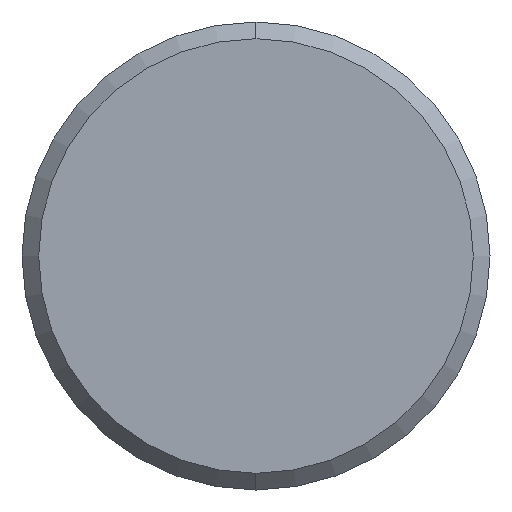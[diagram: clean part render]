
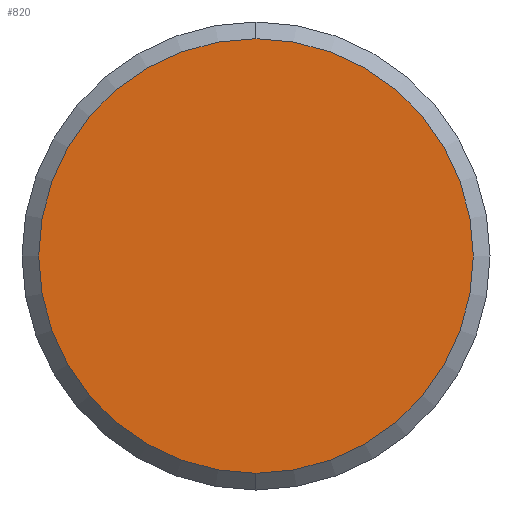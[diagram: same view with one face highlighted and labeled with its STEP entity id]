
A CAD part, left-side view. The second image highlights one B-rep face of the part: STEP entity #820.
In plain terms, the highlighted planar face has unit normal (-1, 0, 0).
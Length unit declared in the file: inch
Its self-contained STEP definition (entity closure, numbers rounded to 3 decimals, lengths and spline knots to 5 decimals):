
#39 = AXIS2_PLACEMENT_3D ( 'NONE', #3454, #3455, #3456 ) ;
#40 = CIRCLE ( 'NONE', #39, 0.13 ) ;
#464 = EDGE_CURVE ( 'NONE', #6859, #6866, #40, .T. ) ;
#748 = EDGE_CURVE ( 'NONE', #6866, #6859, #3899, .T. ) ;
#820 = ADVANCED_FACE ( 'NONE', ( #5319 ), #5320, .T. ) ;
#1277 = ORIENTED_EDGE ( 'NONE', *, *, #464, .F. ) ;
#1278 = ORIENTED_EDGE ( 'NONE', *, *, #748, .F. ) ;
#2293 = EDGE_LOOP ( 'NONE', ( #1277, #1278 ) ) ;
#3454 = CARTESIAN_POINT ( 'NONE',  ( -0.155, -0.0705, 0. ) ) ;
#3455 = DIRECTION ( 'NONE',  ( 1., 0., 0. ) ) ;
#3456 = DIRECTION ( 'NONE',  ( 0., 0., -1. ) ) ;
#3899 = CIRCLE ( 'NONE', #3902, 0.13 ) ;
#3902 = AXIS2_PLACEMENT_3D ( 'NONE', #4731, #4732, #4733 ) ;
#4731 = CARTESIAN_POINT ( 'NONE',  ( -0.155, -0.0705, 0. ) ) ;
#4732 = DIRECTION ( 'NONE',  ( 1., 0., 0. ) ) ;
#4733 = DIRECTION ( 'NONE',  ( 0., 0., -1. ) ) ;
#4951 = AXIS2_PLACEMENT_3D ( 'NONE', #5317, #5323, #5324 ) ;
#5317 = CARTESIAN_POINT ( 'NONE',  ( -0.155, -0.0705, 0. ) ) ;
#5319 = FACE_OUTER_BOUND ( 'NONE', #2293, .T. ) ;
#5320 = PLANE ( 'NONE',  #4951 ) ;
#5323 = DIRECTION ( 'NONE',  ( -1., 0., 0. ) ) ;
#5324 = DIRECTION ( 'NONE',  ( 0., 0., 1. ) ) ;
#6545 = CARTESIAN_POINT ( 'NONE',  ( -0.155, -0.0705, -0.13 ) ) ;
#6552 = CARTESIAN_POINT ( 'NONE',  ( -0.155, -0.0705, 0.13 ) ) ;
#6859 = VERTEX_POINT ( 'NONE', #6545 ) ;
#6866 = VERTEX_POINT ( 'NONE', #6552 ) ;
